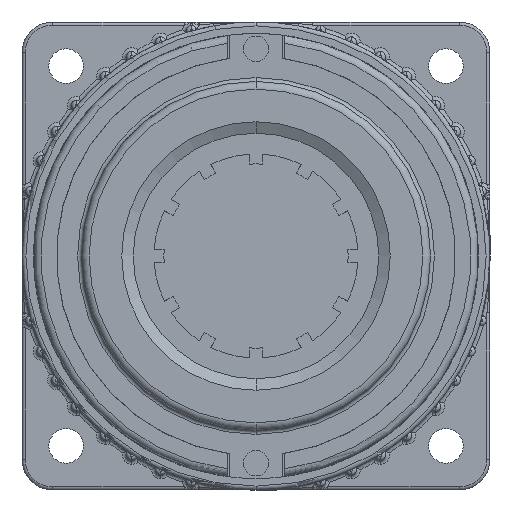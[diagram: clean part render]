
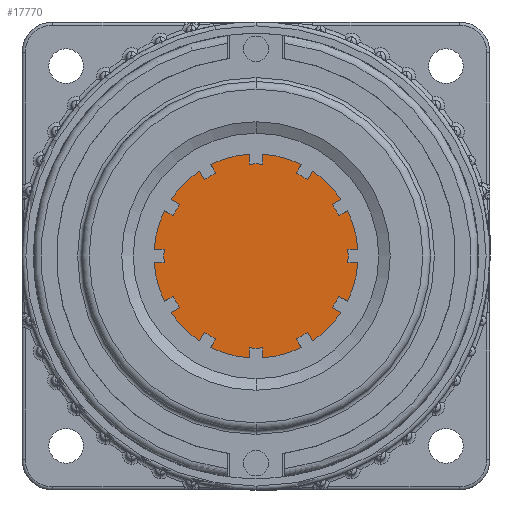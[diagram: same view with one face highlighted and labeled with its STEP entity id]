
A CAD part, front view. The second image highlights one B-rep face of the part: STEP entity #17770.
In plain terms, the highlighted planar face has unit normal (0, -1, 0).
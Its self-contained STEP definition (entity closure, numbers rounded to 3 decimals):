
#207 = CARTESIAN_POINT ( 'NONE',  ( 0., -66.7, 0. ) ) ;
#1109 = DIRECTION ( 'NONE',  ( 0., 0., -1. ) ) ;
#1658 = DIRECTION ( 'NONE',  ( 0., 0., -1. ) ) ;
#1729 = PLANE ( 'NONE',  #10643 ) ;
#2000 = FACE_OUTER_BOUND ( 'NONE', #8162, .T. ) ;
#3172 = DIRECTION ( 'NONE',  ( 0., 0., -1. ) ) ;
#3618 = ORIENTED_EDGE ( 'NONE', *, *, #11948, .T. ) ;
#3858 = ORIENTED_EDGE ( 'NONE', *, *, #12500, .T. ) ;
#4938 = VERTEX_POINT ( 'NONE', #15047 ) ;
#5528 = AXIS2_PLACEMENT_3D ( 'NONE', #18290, #9818, #1109 ) ;
#6057 = CARTESIAN_POINT ( 'NONE',  ( 0., -66.7, 0. ) ) ;
#8162 = EDGE_LOOP ( 'NONE', ( #3618, #3858 ) ) ;
#9818 = DIRECTION ( 'NONE',  ( 0., -1., 0. ) ) ;
#9981 = VERTEX_POINT ( 'NONE', #18276 ) ;
#10178 = CIRCLE ( 'NONE', #17337, 21. ) ;
#10387 = DIRECTION ( 'NONE',  ( 0., -1., 0. ) ) ;
#10643 = AXIS2_PLACEMENT_3D ( 'NONE', #6057, #11919, #3172 ) ;
#11919 = DIRECTION ( 'NONE',  ( 0., -1., 0. ) ) ;
#11948 = EDGE_CURVE ( 'NONE', #4938, #9981, #12299, .T. ) ;
#12299 = CIRCLE ( 'NONE', #5528, 21. ) ;
#12500 = EDGE_CURVE ( 'NONE', #9981, #4938, #10178, .T. ) ;
#15047 = CARTESIAN_POINT ( 'NONE',  ( 0., -66.7, -21. ) ) ;
#17337 = AXIS2_PLACEMENT_3D ( 'NONE', #207, #10387, #1658 ) ;
#17770 = ADVANCED_FACE ( 'NONE', ( #2000 ), #1729, .T. ) ;
#18276 = CARTESIAN_POINT ( 'NONE',  ( 0., -66.7, 21. ) ) ;
#18290 = CARTESIAN_POINT ( 'NONE',  ( 0., -66.7, 0. ) ) ;
